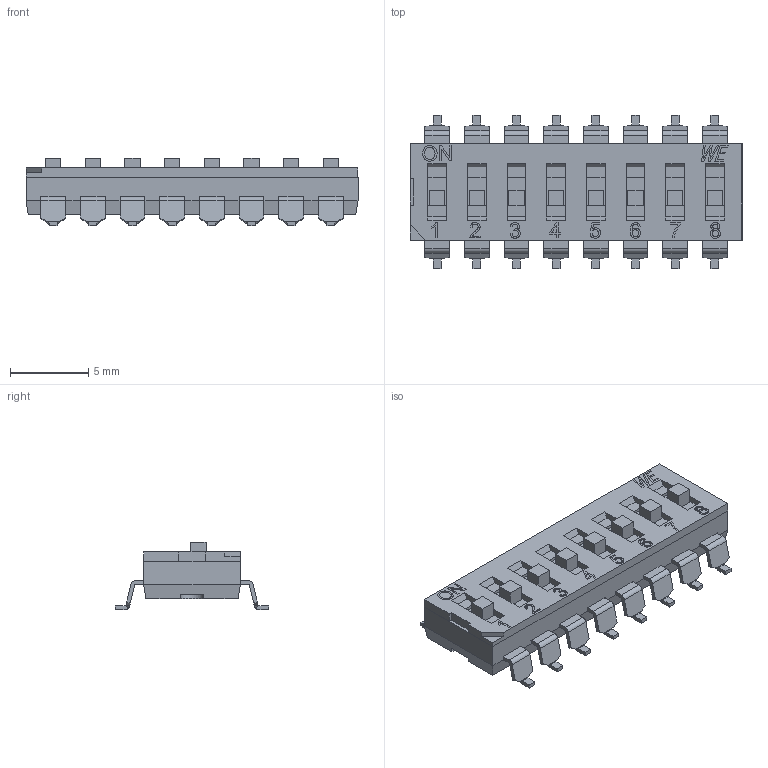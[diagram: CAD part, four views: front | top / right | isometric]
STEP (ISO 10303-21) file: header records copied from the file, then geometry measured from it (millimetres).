
FILE_DESCRIPTION( ( 'Unknown' ), '1' );
FILE_NAME( '418121270808.stp', 'Unknown', ( 'Unknown' ), ( 'Unknown' ), 'PSStep 17.0.49', 'Unknown', ' ' );
FILE_SCHEMA( ( 'AUTOMOTIVE_DESIGN { 1 0 10303 214 1 1 1 1 }' ) );
Length unit declared in the file: millimetre
Products named in the file (7): Assem1; Terminal_tall; Terminal_small; Actuator; Contact; Base_08; Cover_08
Assembly tree (34 placements, depth 2):
  Assem1
    Terminal_tall  x8
    Terminal_small  x8
    Actuator  x8
    Contact  x8
    Base_08
    Cover_08
Bounding box: 21.26 x 9.8 x 4.32 mm (x, y, z)
Volume: 343 mm3; surface area: 1491.5 mm2
Topology: 34 solids, 34 shells, 1502 faces, 4142 edges, 2720 vertices
Faces by surface type: plane 1111, cylinder 338, bspline 32, extrusion 21
Full cylindrical faces by diameter (mm): 0.57 x8, 0.6 x24, 2.4 x1
Entity records: 23553 total; most frequent: CARTESIAN_POINT 4656, ORIENTED_EDGE 3152, DIRECTION 2603, EDGE_CURVE 1576, VECTOR 1307, LINE 1286, VERTEX_POINT 1032, AXIS2_PLACEMENT_3D 648
